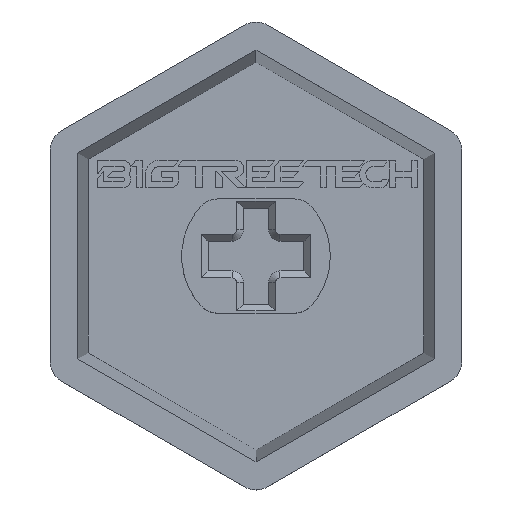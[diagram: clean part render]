
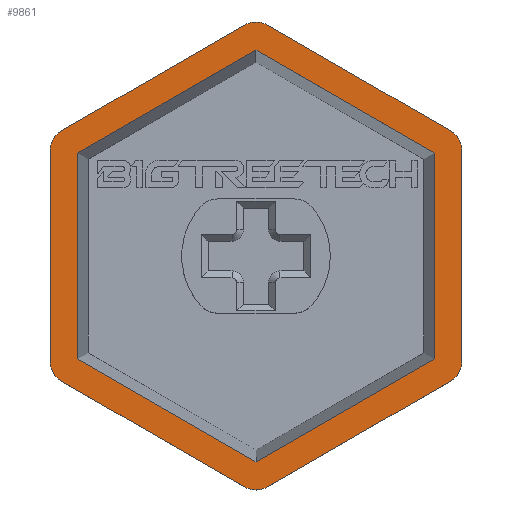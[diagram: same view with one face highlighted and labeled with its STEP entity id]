
A CAD part, top view. The second image highlights one B-rep face of the part: STEP entity #9861.
In plain terms, the highlighted planar face has unit normal (0, 0, 1).
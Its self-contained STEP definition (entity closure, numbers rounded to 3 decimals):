
#70 = VERTEX_POINT ( 'NONE', #9273 ) ;
#82 = LINE ( 'NONE', #11520, #2165 ) ;
#109 = ORIENTED_EDGE ( 'NONE', *, *, #12240, .F. ) ;
#231 = CARTESIAN_POINT ( 'NONE',  ( 0.5, -10.104, 1. ) ) ;
#302 = CARTESIAN_POINT ( 'NONE',  ( 9., 4.619, 1. ) ) ;
#308 = CARTESIAN_POINT ( 'NONE',  ( -7.8, 4.503, 1. ) ) ;
#332 = CARTESIAN_POINT ( 'NONE',  ( 7.8, -4.503, 1. ) ) ;
#343 = LINE ( 'NONE', #14036, #11262 ) ;
#425 = CARTESIAN_POINT ( 'NONE',  ( 7.8, 4.503, 1. ) ) ;
#542 = EDGE_CURVE ( 'NONE', #12343, #12175, #2745, .T. ) ;
#556 = LINE ( 'NONE', #332, #11237 ) ;
#753 = ORIENTED_EDGE ( 'NONE', *, *, #1570, .F. ) ;
#843 = VERTEX_POINT ( 'NONE', #4824 ) ;
#881 = DIRECTION ( 'NONE',  ( 0., 0., 1. ) ) ;
#1039 = AXIS2_PLACEMENT_3D ( 'NONE', #3162, #6688, #4581 ) ;
#1053 = DIRECTION ( 'NONE',  ( 0.866, -0.5, 0. ) ) ;
#1088 = LINE ( 'NONE', #11269, #10768 ) ;
#1273 = LINE ( 'NONE', #308, #9318 ) ;
#1432 = VERTEX_POINT ( 'NONE', #12094 ) ;
#1454 = VERTEX_POINT ( 'NONE', #1682 ) ;
#1459 = CARTESIAN_POINT ( 'NONE',  ( -8., 4.619, 1. ) ) ;
#1496 = LINE ( 'NONE', #2457, #1631 ) ;
#1570 = EDGE_CURVE ( 'NONE', #1992, #12343, #10291, .T. ) ;
#1631 = VECTOR ( 'NONE', #11825, 1000. ) ;
#1682 = CARTESIAN_POINT ( 'NONE',  ( -0.5, -10.104, 1. ) ) ;
#1710 = VERTEX_POINT ( 'NONE', #8180 ) ;
#1736 = CARTESIAN_POINT ( 'NONE',  ( -8., -4.619, 1. ) ) ;
#1786 = VECTOR ( 'NONE', #6264, 1000. ) ;
#1834 = LINE ( 'NONE', #4235, #3380 ) ;
#1886 = DIRECTION ( 'NONE',  ( 1., 0., 0. ) ) ;
#1992 = VERTEX_POINT ( 'NONE', #425 ) ;
#2004 = CARTESIAN_POINT ( 'NONE',  ( 8.5, 5.485, 1. ) ) ;
#2099 = ORIENTED_EDGE ( 'NONE', *, *, #4711, .T. ) ;
#2130 = EDGE_CURVE ( 'NONE', #4703, #4352, #1088, .T. ) ;
#2165 = VECTOR ( 'NONE', #1053, 1000. ) ;
#2170 = CARTESIAN_POINT ( 'NONE',  ( 0., 9.007, 1. ) ) ;
#2260 = DIRECTION ( 'NONE',  ( -0.866, 0.5, 0. ) ) ;
#2390 = EDGE_CURVE ( 'NONE', #70, #12555, #9584, .T. ) ;
#2405 = VERTEX_POINT ( 'NONE', #6612 ) ;
#2451 = DIRECTION ( 'NONE',  ( 1., 0., 0. ) ) ;
#2457 = CARTESIAN_POINT ( 'NONE',  ( -0.5, 10.104, 1. ) ) ;
#2524 = ORIENTED_EDGE ( 'NONE', *, *, #12744, .T. ) ;
#2665 = CARTESIAN_POINT ( 'NONE',  ( -9., 4.619, 1. ) ) ;
#2676 = ORIENTED_EDGE ( 'NONE', *, *, #4355, .T. ) ;
#2688 = VECTOR ( 'NONE', #4092, 1000. ) ;
#2714 = EDGE_CURVE ( 'NONE', #1454, #5224, #10086, .T. ) ;
#2745 = LINE ( 'NONE', #14366, #2688 ) ;
#2812 = CARTESIAN_POINT ( 'NONE',  ( 7.8, -4.503, 1. ) ) ;
#3053 = ORIENTED_EDGE ( 'NONE', *, *, #2714, .T. ) ;
#3162 = CARTESIAN_POINT ( 'NONE',  ( -8., 4.619, 1. ) ) ;
#3304 = AXIS2_PLACEMENT_3D ( 'NONE', #1459, #12845, #12624 ) ;
#3380 = VECTOR ( 'NONE', #8799, 1000. ) ;
#3494 = EDGE_LOOP ( 'NONE', ( #6125, #753, #6033, #12350, #109, #11583 ) ) ;
#3578 = CARTESIAN_POINT ( 'NONE',  ( 8.5, 5.485, 1. ) ) ;
#3620 = EDGE_CURVE ( 'NONE', #4352, #12636, #8412, .T. ) ;
#3685 = PLANE ( 'NONE',  #3304 ) ;
#3756 = DIRECTION ( 'NONE',  ( 0., -1., 0. ) ) ;
#3787 = EDGE_CURVE ( 'NONE', #843, #14029, #1834, .T. ) ;
#3819 = DIRECTION ( 'NONE',  ( 0., 0., 1. ) ) ;
#3975 = CARTESIAN_POINT ( 'NONE',  ( -8.5, -5.485, 1. ) ) ;
#4092 = DIRECTION ( 'NONE',  ( -0.866, -0.5, 0. ) ) ;
#4235 = CARTESIAN_POINT ( 'NONE',  ( 0., -9.007, 1. ) ) ;
#4352 = VERTEX_POINT ( 'NONE', #302 ) ;
#4355 = EDGE_CURVE ( 'NONE', #9146, #13941, #14669, .T. ) ;
#4581 = DIRECTION ( 'NONE',  ( 1., 0., 0. ) ) ;
#4605 = FACE_BOUND ( 'NONE', #3494, .T. ) ;
#4703 = VERTEX_POINT ( 'NONE', #9114 ) ;
#4711 = EDGE_CURVE ( 'NONE', #5224, #13223, #13696, .T. ) ;
#4823 = FACE_OUTER_BOUND ( 'NONE', #14485, .T. ) ;
#4824 = CARTESIAN_POINT ( 'NONE',  ( 0., -9.007, 1. ) ) ;
#5028 = CARTESIAN_POINT ( 'NONE',  ( 0., 9.238, 1. ) ) ;
#5035 = DIRECTION ( 'NONE',  ( 0.866, -0.5, 0. ) ) ;
#5224 = VERTEX_POINT ( 'NONE', #231 ) ;
#5297 = EDGE_CURVE ( 'NONE', #12175, #1710, #1273, .T. ) ;
#5369 = CARTESIAN_POINT ( 'NONE',  ( 8., -4.619, 1. ) ) ;
#5767 = CARTESIAN_POINT ( 'NONE',  ( 8.5, -5.485, 1. ) ) ;
#5832 = DIRECTION ( 'NONE',  ( 0., 0., 1. ) ) ;
#5997 = ORIENTED_EDGE ( 'NONE', *, *, #8399, .T. ) ;
#6033 = ORIENTED_EDGE ( 'NONE', *, *, #11161, .F. ) ;
#6125 = ORIENTED_EDGE ( 'NONE', *, *, #542, .F. ) ;
#6264 = DIRECTION ( 'NONE',  ( 0.866, 0.5, 0. ) ) ;
#6312 = DIRECTION ( 'NONE',  ( 0., 0., 1. ) ) ;
#6351 = CIRCLE ( 'NONE', #9711, 1. ) ;
#6612 = CARTESIAN_POINT ( 'NONE',  ( 0.5, 10.104, 1. ) ) ;
#6688 = DIRECTION ( 'NONE',  ( 0., 0., 1. ) ) ;
#6702 = CARTESIAN_POINT ( 'NONE',  ( 7.8, 4.503, 1. ) ) ;
#6741 = AXIS2_PLACEMENT_3D ( 'NONE', #7163, #7017, #8129 ) ;
#6886 = ORIENTED_EDGE ( 'NONE', *, *, #13120, .T. ) ;
#6979 = LINE ( 'NONE', #3578, #12675 ) ;
#7017 = DIRECTION ( 'NONE',  ( 0., 0., 1. ) ) ;
#7163 = CARTESIAN_POINT ( 'NONE',  ( 0., -9.238, 1. ) ) ;
#7260 = CARTESIAN_POINT ( 'NONE',  ( -8.5, -5.485, 1. ) ) ;
#7913 = VECTOR ( 'NONE', #12470, 1000. ) ;
#7993 = CARTESIAN_POINT ( 'NONE',  ( 0.5, -10.104, 1. ) ) ;
#8129 = DIRECTION ( 'NONE',  ( 1., 0., 0. ) ) ;
#8180 = CARTESIAN_POINT ( 'NONE',  ( -7.8, -4.503, 1. ) ) ;
#8399 = EDGE_CURVE ( 'NONE', #13223, #4703, #6351, .T. ) ;
#8411 = ORIENTED_EDGE ( 'NONE', *, *, #8943, .T. ) ;
#8412 = CIRCLE ( 'NONE', #12258, 1. ) ;
#8799 = DIRECTION ( 'NONE',  ( 0.866, 0.5, 0. ) ) ;
#8943 = EDGE_CURVE ( 'NONE', #1432, #9146, #1496, .T. ) ;
#9038 = CARTESIAN_POINT ( 'NONE',  ( -8.5, 5.485, 1. ) ) ;
#9114 = CARTESIAN_POINT ( 'NONE',  ( 9., -4.619, 1. ) ) ;
#9146 = VERTEX_POINT ( 'NONE', #9038 ) ;
#9270 = DIRECTION ( 'NONE',  ( 0., -1., 0. ) ) ;
#9273 = CARTESIAN_POINT ( 'NONE',  ( -9., -4.619, 1. ) ) ;
#9318 = VECTOR ( 'NONE', #9270, 1000. ) ;
#9584 = CIRCLE ( 'NONE', #10785, 1. ) ;
#9711 = AXIS2_PLACEMENT_3D ( 'NONE', #5369, #881, #11133 ) ;
#9861 = ADVANCED_FACE ( 'NONE', ( #4605, #4823 ), #3685, .T. ) ;
#10086 = CIRCLE ( 'NONE', #6741, 1. ) ;
#10291 = LINE ( 'NONE', #6702, #7913 ) ;
#10382 = ORIENTED_EDGE ( 'NONE', *, *, #11397, .T. ) ;
#10492 = DIRECTION ( 'NONE',  ( -1., 0., 0. ) ) ;
#10582 = CARTESIAN_POINT ( 'NONE',  ( -7.8, 4.503, 1. ) ) ;
#10768 = VECTOR ( 'NONE', #14718, 1000. ) ;
#10785 = AXIS2_PLACEMENT_3D ( 'NONE', #1736, #6312, #1886 ) ;
#10873 = LINE ( 'NONE', #3975, #14350 ) ;
#10918 = ORIENTED_EDGE ( 'NONE', *, *, #11093, .T. ) ;
#11093 = EDGE_CURVE ( 'NONE', #12555, #1454, #10873, .T. ) ;
#11133 = DIRECTION ( 'NONE',  ( 1., 0., 0. ) ) ;
#11161 = EDGE_CURVE ( 'NONE', #14029, #1992, #556, .T. ) ;
#11237 = VECTOR ( 'NONE', #11922, 1000. ) ;
#11262 = VECTOR ( 'NONE', #3756, 1000. ) ;
#11269 = CARTESIAN_POINT ( 'NONE',  ( 9., -4.619, 1. ) ) ;
#11381 = ORIENTED_EDGE ( 'NONE', *, *, #2130, .T. ) ;
#11397 = EDGE_CURVE ( 'NONE', #12636, #2405, #6979, .T. ) ;
#11416 = ORIENTED_EDGE ( 'NONE', *, *, #2390, .T. ) ;
#11520 = CARTESIAN_POINT ( 'NONE',  ( -7.8, -4.503, 1. ) ) ;
#11521 = CARTESIAN_POINT ( 'NONE',  ( 8., 4.619, 1. ) ) ;
#11583 = ORIENTED_EDGE ( 'NONE', *, *, #5297, .F. ) ;
#11825 = DIRECTION ( 'NONE',  ( -0.866, -0.5, 0. ) ) ;
#11922 = DIRECTION ( 'NONE',  ( 0., 1., 0. ) ) ;
#12094 = CARTESIAN_POINT ( 'NONE',  ( -0.5, 10.104, 1. ) ) ;
#12175 = VERTEX_POINT ( 'NONE', #10582 ) ;
#12240 = EDGE_CURVE ( 'NONE', #1710, #843, #82, .T. ) ;
#12258 = AXIS2_PLACEMENT_3D ( 'NONE', #11521, #5832, #2451 ) ;
#12293 = ORIENTED_EDGE ( 'NONE', *, *, #3620, .T. ) ;
#12343 = VERTEX_POINT ( 'NONE', #2170 ) ;
#12350 = ORIENTED_EDGE ( 'NONE', *, *, #3787, .F. ) ;
#12470 = DIRECTION ( 'NONE',  ( -0.866, 0.5, 0. ) ) ;
#12555 = VERTEX_POINT ( 'NONE', #7260 ) ;
#12624 = DIRECTION ( 'NONE',  ( 1., 0., 0. ) ) ;
#12636 = VERTEX_POINT ( 'NONE', #2004 ) ;
#12675 = VECTOR ( 'NONE', #2260, 1000. ) ;
#12744 = EDGE_CURVE ( 'NONE', #13941, #70, #343, .T. ) ;
#12845 = DIRECTION ( 'NONE',  ( 0., 0., 1. ) ) ;
#12933 = CIRCLE ( 'NONE', #14103, 1. ) ;
#13120 = EDGE_CURVE ( 'NONE', #2405, #1432, #12933, .T. ) ;
#13223 = VERTEX_POINT ( 'NONE', #5767 ) ;
#13696 = LINE ( 'NONE', #7993, #1786 ) ;
#13941 = VERTEX_POINT ( 'NONE', #2665 ) ;
#14029 = VERTEX_POINT ( 'NONE', #2812 ) ;
#14036 = CARTESIAN_POINT ( 'NONE',  ( -9., 4.619, 1. ) ) ;
#14103 = AXIS2_PLACEMENT_3D ( 'NONE', #5028, #3819, #10492 ) ;
#14350 = VECTOR ( 'NONE', #5035, 1000. ) ;
#14366 = CARTESIAN_POINT ( 'NONE',  ( 0., 9.007, 1. ) ) ;
#14485 = EDGE_LOOP ( 'NONE', ( #2676, #2524, #11416, #10918, #3053, #2099, #5997, #11381, #12293, #10382, #6886, #8411 ) ) ;
#14669 = CIRCLE ( 'NONE', #1039, 1. ) ;
#14718 = DIRECTION ( 'NONE',  ( 0., 1., 0. ) ) ;
